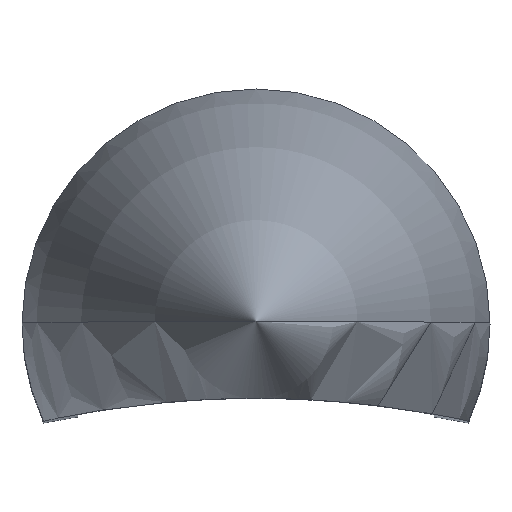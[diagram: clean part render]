
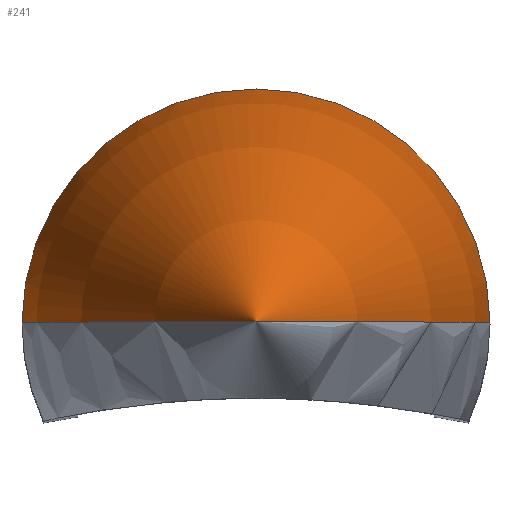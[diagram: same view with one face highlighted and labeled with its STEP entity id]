
A CAD part, top view. The second image highlights one B-rep face of the part: STEP entity #241.
In plain terms, the highlighted toroidal (fillet/blend) face has major radius 154.396 mm and minor radius 172.176 mm.
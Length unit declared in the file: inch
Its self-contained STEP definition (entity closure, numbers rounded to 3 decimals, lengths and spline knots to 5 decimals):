
#19 = CIRCLE ( 'NONE', #818, 6.77857 ) ;
#20 = VERTEX_POINT ( 'NONE', #657 ) ;
#33 = CARTESIAN_POINT ( 'NONE',  ( 6.07857, 0., -3. ) ) ;
#35 = EDGE_CURVE ( 'NONE', #662, #320, #842, .T. ) ;
#79 = DIRECTION ( 'NONE',  ( 0., -1., 0. ) ) ;
#170 = ORIENTED_EDGE ( 'NONE', *, *, #543, .F. ) ;
#241 = ADVANCED_FACE ( 'NONE', ( #539 ), #513, .T. ) ;
#250 = ORIENTED_EDGE ( 'NONE', *, *, #35, .T. ) ;
#279 = AXIS2_PLACEMENT_3D ( 'NONE', #855, #649, #734 ) ;
#299 = DIRECTION ( 'NONE',  ( 0., 1., 0. ) ) ;
#320 = VERTEX_POINT ( 'NONE', #456 ) ;
#383 = DIRECTION ( 'NONE',  ( 0., 0., 1. ) ) ;
#456 = CARTESIAN_POINT ( 'NONE',  ( 0., 0., 0. ) ) ;
#461 = CIRCLE ( 'NONE', #279, 0.7 ) ;
#501 = DIRECTION ( 'NONE',  ( -1., 0., 0. ) ) ;
#513 = TOROIDAL_SURFACE ( 'NONE', #615, -6.07857, 6.77857 ) ;
#539 = FACE_OUTER_BOUND ( 'NONE', #807, .T. ) ;
#543 = EDGE_CURVE ( 'NONE', #20, #320, #19, .T. ) ;
#615 = AXIS2_PLACEMENT_3D ( 'NONE', #723, #383, #716 ) ;
#617 = DIRECTION ( 'NONE',  ( 0., 0., -1. ) ) ;
#638 = AXIS2_PLACEMENT_3D ( 'NONE', #33, #299, #501 ) ;
#649 = DIRECTION ( 'NONE',  ( 0., 0., 1. ) ) ;
#650 = ORIENTED_EDGE ( 'NONE', *, *, #744, .T. ) ;
#657 = CARTESIAN_POINT ( 'NONE',  ( 0.7, 0., -3. ) ) ;
#662 = VERTEX_POINT ( 'NONE', #844 ) ;
#680 = CARTESIAN_POINT ( 'NONE',  ( -6.07857, 0., -3. ) ) ;
#716 = DIRECTION ( 'NONE',  ( 1., 0., 0. ) ) ;
#723 = CARTESIAN_POINT ( 'NONE',  ( 0., 0., -3. ) ) ;
#734 = DIRECTION ( 'NONE',  ( 1., 0., 0. ) ) ;
#744 = EDGE_CURVE ( 'NONE', #20, #662, #461, .T. ) ;
#807 = EDGE_LOOP ( 'NONE', ( #650, #250, #170 ) ) ;
#818 = AXIS2_PLACEMENT_3D ( 'NONE', #680, #79, #617 ) ;
#842 = CIRCLE ( 'NONE', #638, 6.77857 ) ;
#844 = CARTESIAN_POINT ( 'NONE',  ( -0.7, 0., -3. ) ) ;
#855 = CARTESIAN_POINT ( 'NONE',  ( 0., 0., -3. ) ) ;
